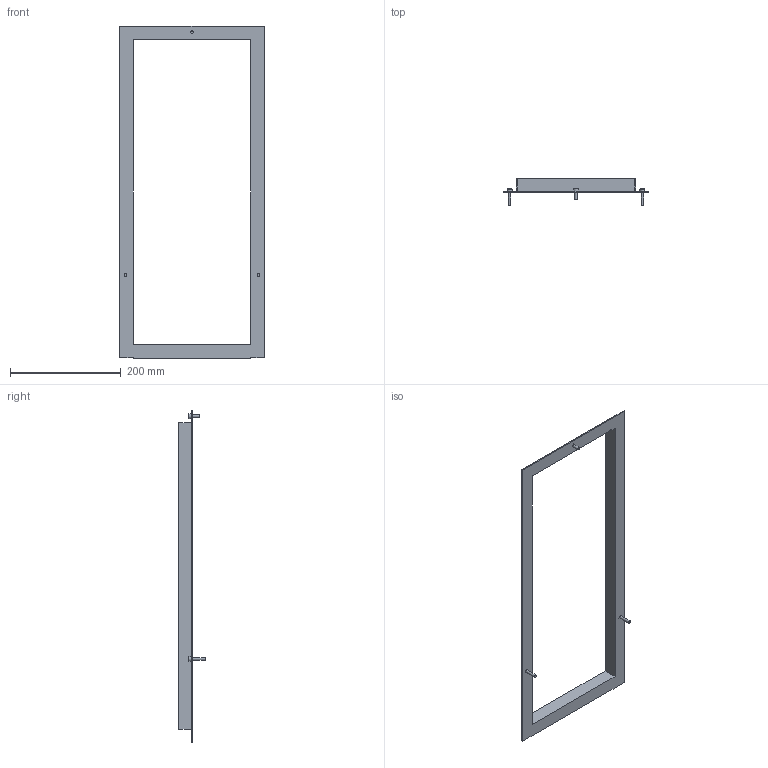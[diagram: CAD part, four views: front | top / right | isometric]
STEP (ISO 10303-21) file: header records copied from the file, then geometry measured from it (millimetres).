
FILE_DESCRIPTION(/* description */ (''),/* implementation_level */ '2;1');
FILE_NAME(/* name */ 'Beyond Plastic Machine Rail Guide v4.step',/* time_stamp */ '2020-01-05T14:30:50+01:00',/* author */ (''),/* organization */ (''),/* preprocessor_version */ 'ST-DEVELOPER v18',/* originating_system */ 'Autodesk Translation Framework v8.12.0.6',/* authorisation */ '');
FILE_SCHEMA (('AUTOMOTIVE_DESIGN { 1 0 10303 214 3 1 1 }'));
Length unit declared in the file: millimetre
Products named in the file (5): Beyond Plastic Machine Rail Guide; Bolt M4x50; Bolt M4x50 (1); Bolt M4x20 (2); RAIL L-Profile Steel
Assembly tree (4 placements, depth 2):
  Beyond Plastic Machine Rail Guide
    Bolt M4x50
    Bolt M4x50 (1)
    Bolt M4x20 (2)
    RAIL L-Profile Steel
Bounding box: 262 x 48 x 600.09 mm (x, y, z)
Volume: 153667.2 mm3; surface area: 160062.2 mm2
Topology: 4 solids, 4 shells, 61 faces, 138 edges, 92 vertices
Faces by surface type: plane 49, cylinder 9, torus 3
Full cylindrical faces by diameter (mm): 4.5 x3, 4.901 x3, 9 x3
Entity records: 1864 total; most frequent: DIRECTION 305, CARTESIAN_POINT 300, ORIENTED_EDGE 276, EDGE_CURVE 138, LINE 111, VECTOR 111, AXIS2_PLACEMENT_3D 97, VERTEX_POINT 92
